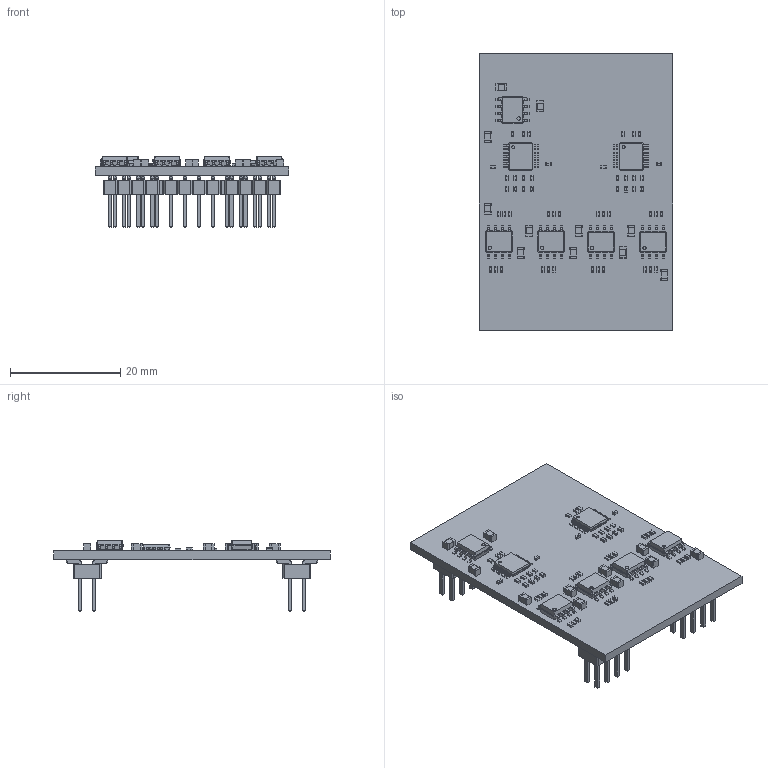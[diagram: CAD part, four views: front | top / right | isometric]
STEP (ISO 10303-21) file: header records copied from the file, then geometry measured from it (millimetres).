
FILE_DESCRIPTION(('KiCad electronic assembly'),'2;1');
FILE_NAME('MT2AO8.step','2024-06-28T00:00:21',('Pcbnew'),('Kicad'), 'Open CASCADE STEP processor 7.6','KiCad to STEP converter','Unknown' );
FILE_SCHEMA(('AUTOMOTIVE_DESIGN { 1 0 10303 214 1 1 1 1 }'));
Length unit declared in the file: millimetre
Products named in the file (16): MT2AO8 1; C_0402_1005Metric; R_0402_1005Metric; C_0805_2012Metric; SOIC-8_3.9x4.9mm_P1.27mm; SOIC_8_39x49mm_P127mm; TSSOP-14_4.4x5mm_P0.65mm; TSSOP_14_44x5mm_P065mm; PinHeader_2x04_P2.54mm_Vertical_SMD; PinHeader_2x04_P254mm_Vertical_SMD; PinHeader_2x12_P2.54mm_Vertical_SMD; PinHeader_2x12_P254mm_Vertical_SMD; MT2AO8_PCB
Assembly tree (79 placements, depth 3):
  MT2AO8 1
    C_0402_1005Metric  x14
      C_0402_1005Metric
    R_0402_1005Metric  x36
      R_0402_1005Metric
    C_0805_2012Metric  x11
      C_0805_2012Metric
    SOIC-8_3.9x4.9mm_P1.27mm  x5
      SOIC_8_39x49mm_P127mm
    TSSOP-14_4.4x5mm_P0.65mm  x2
      TSSOP_14_44x5mm_P065mm
    PinHeader_2x04_P2.54mm_Vertical_SMD  x2
      PinHeader_2x04_P254mm_Vertical_SMD
    PinHeader_2x12_P2.54mm_Vertical_SMD
      PinHeader_2x12_P254mm_Vertical_SMD
    MT2AO8_PCB
Bounding box: 35 x 50 x 12.75 mm (x, y, z)
Volume: 3822 mm3; surface area: 6301 mm2
Topology: 72 solids, 72 shells, 3886 faces, 9911 edges, 6306 vertices
Faces by surface type: plane 2743, cylinder 907, bspline 236
Full cylindrical faces by diameter (mm): 0.5 x2, 0.6 x5
Entity records: 46107 total; most frequent: CARTESIAN_POINT 6728, ORIENTED_EDGE 6288, DIRECTION 5940, EDGE_CURVE 3144, LINE 2772, VECTOR 2772, VERTEX_POINT 1964, AXIS2_PLACEMENT_3D 1584
